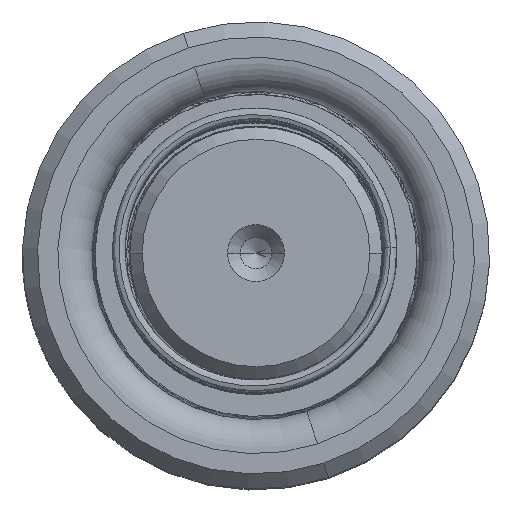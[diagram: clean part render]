
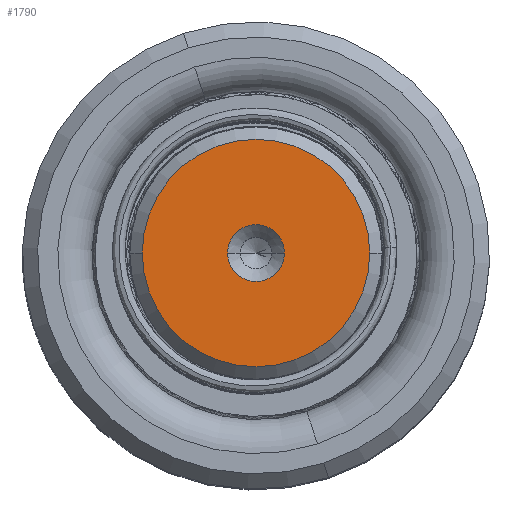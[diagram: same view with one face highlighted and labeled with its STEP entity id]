
A CAD part, top view. The second image highlights one B-rep face of the part: STEP entity #1790.
In plain terms, the highlighted planar face has unit normal (0, 0, 1).
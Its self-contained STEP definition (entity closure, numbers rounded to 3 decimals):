
#160 = ORIENTED_EDGE ( 'NONE', *, *, #33705, .T. ) ;
#1790 = ADVANCED_FACE ( 'NONE', ( #28637, #34698 ), #12212, .T. ) ;
#2162 = ORIENTED_EDGE ( 'NONE', *, *, #36165, .F. ) ;
#2837 = DIRECTION ( 'NONE',  ( 1., 0., 0. ) ) ;
#2944 = CARTESIAN_POINT ( 'NONE',  ( 0., 0., 160. ) ) ;
#3990 = DIRECTION ( 'NONE',  ( 1., 0., 0. ) ) ;
#9421 = AXIS2_PLACEMENT_3D ( 'NONE', #13101, #13223, #12975 ) ;
#9576 = VERTEX_POINT ( 'NONE', #11518 ) ;
#9929 = CARTESIAN_POINT ( 'NONE',  ( 9.009, 0., 160. ) ) ;
#10230 = AXIS2_PLACEMENT_3D ( 'NONE', #2944, #12056, #20936 ) ;
#10649 = EDGE_LOOP ( 'NONE', ( #160, #19847 ) ) ;
#11518 = CARTESIAN_POINT ( 'NONE',  ( -9.009, 0., 160. ) ) ;
#11963 = DIRECTION ( 'NONE',  ( 0., 0., 1. ) ) ;
#12056 = DIRECTION ( 'NONE',  ( 0., 0., 1. ) ) ;
#12212 = PLANE ( 'NONE',  #27689 ) ;
#12975 = DIRECTION ( 'NONE',  ( 1., 0., 0. ) ) ;
#13101 = CARTESIAN_POINT ( 'NONE',  ( 0., 0., 160. ) ) ;
#13223 = DIRECTION ( 'NONE',  ( 0., 0., 1. ) ) ;
#13689 = AXIS2_PLACEMENT_3D ( 'NONE', #15587, #21846, #3990 ) ;
#13868 = VERTEX_POINT ( 'NONE', #36251 ) ;
#15587 = CARTESIAN_POINT ( 'NONE',  ( 0., 0., 160. ) ) ;
#17279 = CARTESIAN_POINT ( 'NONE',  ( 0., 0., 160. ) ) ;
#18602 = EDGE_CURVE ( 'NONE', #21460, #9576, #37887, .T. ) ;
#18693 = ORIENTED_EDGE ( 'NONE', *, *, #37918, .F. ) ;
#19847 = ORIENTED_EDGE ( 'NONE', *, *, #18602, .T. ) ;
#20936 = DIRECTION ( 'NONE',  ( 1., 0., 0. ) ) ;
#21254 = CIRCLE ( 'NONE', #9421, 2.25 ) ;
#21460 = VERTEX_POINT ( 'NONE', #9929 ) ;
#21846 = DIRECTION ( 'NONE',  ( 0., 0., 1. ) ) ;
#23828 = CARTESIAN_POINT ( 'NONE',  ( 0., 0., 160. ) ) ;
#27140 = AXIS2_PLACEMENT_3D ( 'NONE', #17279, #38174, #38048 ) ;
#27689 = AXIS2_PLACEMENT_3D ( 'NONE', #23828, #11963, #2837 ) ;
#28637 = FACE_BOUND ( 'NONE', #33971, .T. ) ;
#31156 = VERTEX_POINT ( 'NONE', #37557 ) ;
#31980 = CIRCLE ( 'NONE', #13689, 2.25 ) ;
#33705 = EDGE_CURVE ( 'NONE', #9576, #21460, #37455, .T. ) ;
#33971 = EDGE_LOOP ( 'NONE', ( #2162, #18693 ) ) ;
#34698 = FACE_OUTER_BOUND ( 'NONE', #10649, .T. ) ;
#36165 = EDGE_CURVE ( 'NONE', #31156, #13868, #21254, .T. ) ;
#36251 = CARTESIAN_POINT ( 'NONE',  ( -2.25, 0., 160. ) ) ;
#37455 = CIRCLE ( 'NONE', #27140, 9.009 ) ;
#37557 = CARTESIAN_POINT ( 'NONE',  ( 2.25, 0., 160. ) ) ;
#37887 = CIRCLE ( 'NONE', #10230, 9.009 ) ;
#37918 = EDGE_CURVE ( 'NONE', #13868, #31156, #31980, .T. ) ;
#38048 = DIRECTION ( 'NONE',  ( 1., 0., 0. ) ) ;
#38174 = DIRECTION ( 'NONE',  ( 0., 0., 1. ) ) ;
